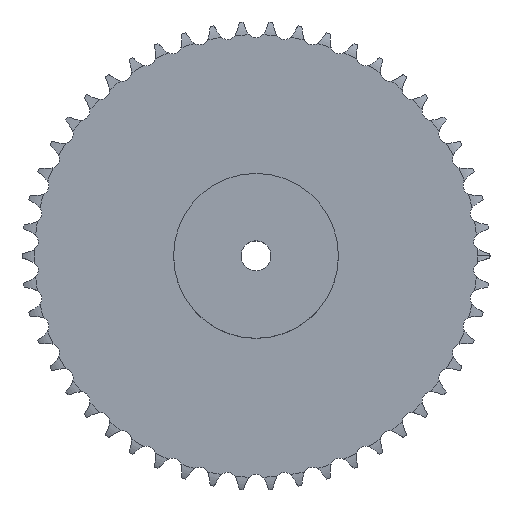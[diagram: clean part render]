
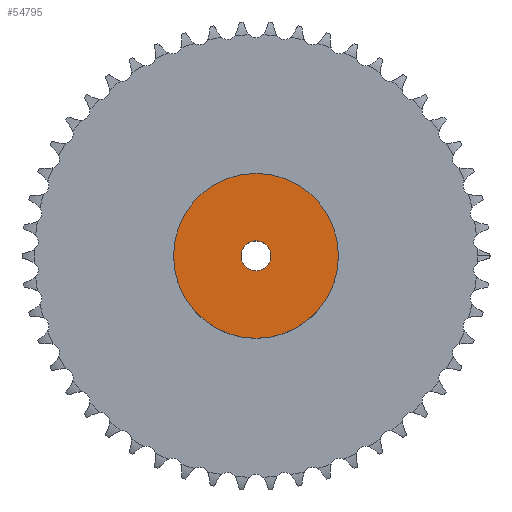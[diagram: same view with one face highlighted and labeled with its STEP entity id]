
A CAD part, top view. The second image highlights one B-rep face of the part: STEP entity #54795.
In plain terms, the highlighted planar face has unit normal (0, 0, 1).
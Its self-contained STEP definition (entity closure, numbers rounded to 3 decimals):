
#5904 = CYLINDRICAL_SURFACE('',#5905,55.);
#5905 = AXIS2_PLACEMENT_3D('',#5906,#5907,#5908);
#5906 = CARTESIAN_POINT('',(0.,0.,0.));
#5907 = DIRECTION('',(-0.,-0.,-1.));
#5908 = DIRECTION('',(1.,0.,0.));
#33952 = VERTEX_POINT('',#33953);
#33953 = CARTESIAN_POINT('',(55.,0.,56.));
#33974 = EDGE_CURVE('',#33952,#33952,#33975,.T.);
#33975 = SURFACE_CURVE('',#33976,(#33981,#33988),.PCURVE_S1.);
#33976 = CIRCLE('',#33977,55.);
#33977 = AXIS2_PLACEMENT_3D('',#33978,#33979,#33980);
#33978 = CARTESIAN_POINT('',(0.,0.,56.));
#33979 = DIRECTION('',(0.,0.,1.));
#33980 = DIRECTION('',(1.,0.,0.));
#33981 = PCURVE('',#5904,#33982);
#33982 = DEFINITIONAL_REPRESENTATION('',(#33983),#33987);
#33983 = LINE('',#33984,#33985);
#33984 = CARTESIAN_POINT('',(-0.,-56.));
#33985 = VECTOR('',#33986,1.);
#33986 = DIRECTION('',(-1.,0.));
#33987 = ( GEOMETRIC_REPRESENTATION_CONTEXT(2) 
PARAMETRIC_REPRESENTATION_CONTEXT() REPRESENTATION_CONTEXT('2D SPACE',''
  ) );
#33988 = PCURVE('',#33989,#33994);
#33989 = PLANE('',#33990);
#33990 = AXIS2_PLACEMENT_3D('',#33991,#33992,#33993);
#33991 = CARTESIAN_POINT('',(0.,0.,56.)
  );
#33992 = DIRECTION('',(0.,0.,1.));
#33993 = DIRECTION('',(1.,0.,0.));
#33994 = DEFINITIONAL_REPRESENTATION('',(#33995),#33999);
#33995 = CIRCLE('',#33996,55.);
#33996 = AXIS2_PLACEMENT_2D('',#33997,#33998);
#33997 = CARTESIAN_POINT('',(0.,0.));
#33998 = DIRECTION('',(1.,0.));
#33999 = ( GEOMETRIC_REPRESENTATION_CONTEXT(2) 
PARAMETRIC_REPRESENTATION_CONTEXT() REPRESENTATION_CONTEXT('2D SPACE',''
  ) );
#46476 = CYLINDRICAL_SURFACE('',#46477,10.);
#46477 = AXIS2_PLACEMENT_3D('',#46478,#46479,#46480);
#46478 = CARTESIAN_POINT('',(0.,0.,463.919));
#46479 = DIRECTION('',(0.,0.,1.));
#46480 = DIRECTION('',(1.,0.,0.));
#54795 = ADVANCED_FACE('',(#54796,#54799),#33989,.T.);
#54796 = FACE_BOUND('',#54797,.T.);
#54797 = EDGE_LOOP('',(#54798));
#54798 = ORIENTED_EDGE('',*,*,#33974,.T.);
#54799 = FACE_BOUND('',#54800,.T.);
#54800 = EDGE_LOOP('',(#54801));
#54801 = ORIENTED_EDGE('',*,*,#54802,.F.);
#54802 = EDGE_CURVE('',#54803,#54803,#54805,.T.);
#54803 = VERTEX_POINT('',#54804);
#54804 = CARTESIAN_POINT('',(10.,0.,56.));
#54805 = SURFACE_CURVE('',#54806,(#54811,#54818),.PCURVE_S1.);
#54806 = CIRCLE('',#54807,10.);
#54807 = AXIS2_PLACEMENT_3D('',#54808,#54809,#54810);
#54808 = CARTESIAN_POINT('',(0.,0.,56.));
#54809 = DIRECTION('',(0.,0.,1.));
#54810 = DIRECTION('',(1.,0.,0.));
#54811 = PCURVE('',#33989,#54812);
#54812 = DEFINITIONAL_REPRESENTATION('',(#54813),#54817);
#54813 = CIRCLE('',#54814,10.);
#54814 = AXIS2_PLACEMENT_2D('',#54815,#54816);
#54815 = CARTESIAN_POINT('',(0.,0.));
#54816 = DIRECTION('',(1.,0.));
#54817 = ( GEOMETRIC_REPRESENTATION_CONTEXT(2) 
PARAMETRIC_REPRESENTATION_CONTEXT() REPRESENTATION_CONTEXT('2D SPACE',''
  ) );
#54818 = PCURVE('',#46476,#54819);
#54819 = DEFINITIONAL_REPRESENTATION('',(#54820),#54824);
#54820 = LINE('',#54821,#54822);
#54821 = CARTESIAN_POINT('',(0.,-407.919));
#54822 = VECTOR('',#54823,1.);
#54823 = DIRECTION('',(1.,0.));
#54824 = ( GEOMETRIC_REPRESENTATION_CONTEXT(2) 
PARAMETRIC_REPRESENTATION_CONTEXT() REPRESENTATION_CONTEXT('2D SPACE',''
  ) );
